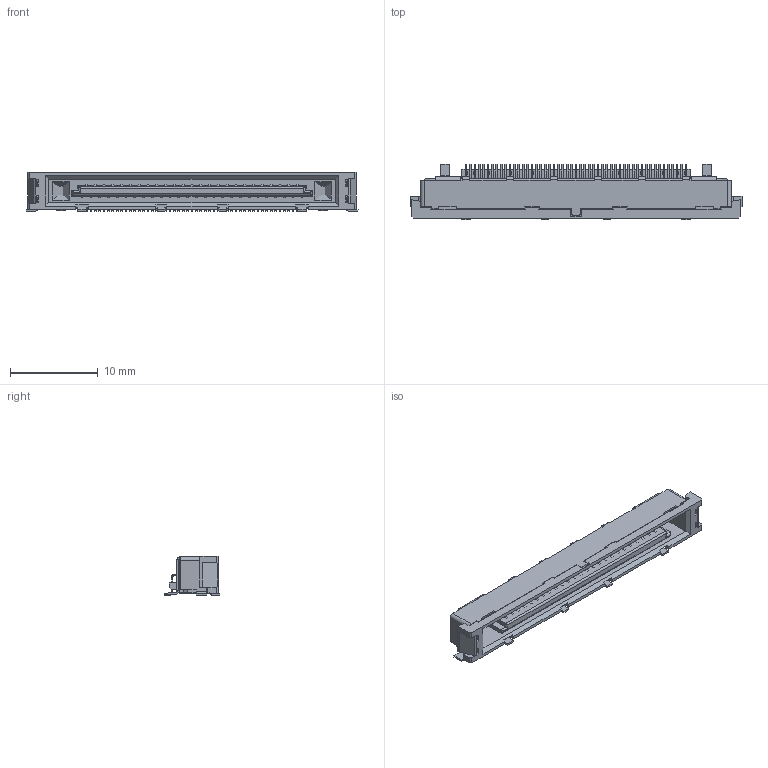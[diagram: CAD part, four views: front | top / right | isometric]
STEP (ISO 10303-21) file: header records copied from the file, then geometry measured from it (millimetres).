
FILE_DESCRIPTION(('OneSpaceDesigner STEP Export'),'2;1');
FILE_NAME('FX15S-51S-0.5SH.stp','2007-03-20T19:20:32',(''),(''),'OneSpace Designer STEP processor (Jan. 2003) for AP214(CD)(Solid Model)','OneSpace Designer 12.00 10-Sep-2003 (C) CoCreate Software GmbH','');
FILE_SCHEMA(('AUTOMOTIVE_DESIGN_CC2 {1 2 10303 214 -1 1 5 1}'));
Length unit declared in the file: millimetre
Products named in the file (1): FX15S-51S-0.5SH
Bounding box: 37.76 x 6.35 x 4.45 mm (x, y, z)
Volume: 457.3 mm3; surface area: 1507.9 mm2
Topology: 1 solids, 1 shells, 2036 faces, 5819 edges, 3814 vertices
Faces by surface type: plane 1562, cylinder 458, extrusion 16
Entity records: 65229 total; most frequent: CARTESIAN_POINT 11859, ORIENTED_EDGE 11638, DIRECTION 10311, EDGE_CURVE 5819, VECTOR 4887, LINE 4871, VERTEX_POINT 3814, AXIS2_PLACEMENT_3D 2712
